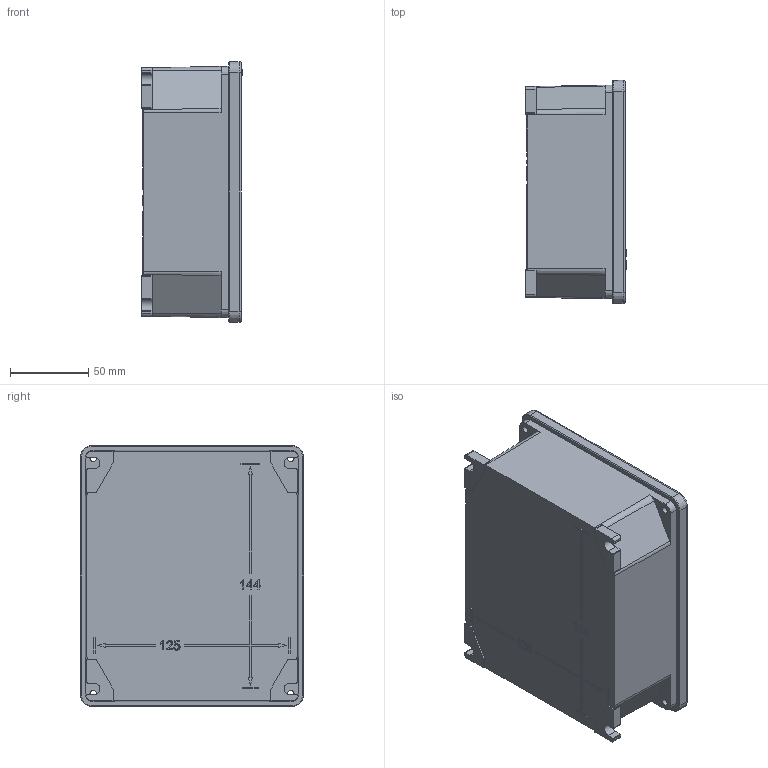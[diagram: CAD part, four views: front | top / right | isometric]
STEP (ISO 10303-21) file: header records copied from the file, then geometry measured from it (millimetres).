
FILE_DESCRIPTION( ( 'STEP AP214' ), '1' );
FILE_NAME( '65302.stp', '2018-12-14T19:54:05', ( '' ), ( '' ), ' ', 'PARTsolutions', ' ' );
FILE_SCHEMA( ( 'AUTOMOTIVE_DESIGN { 1 0 10303 214 1 1 1 1 }' ) );
Length unit declared in the file: millimetre
Products named in the file (3): 65302; _65302_1; _65302_2
Assembly tree (2 placements, depth 2):
  65302
    _65302_1
    _65302_2
Bounding box: 64 x 142.25 x 166.25 mm (x, y, z)
Volume: 196386.2 mm3; surface area: 167158.5 mm2
Topology: 2 solids, 2 shells, 433 faces, 1147 edges, 755 vertices
Faces by surface type: plane 266, cylinder 94, cone 64, torus 8, sphere 1
Full cylindrical faces by diameter (mm): 1.68 x2, 4.134 x4, 5.5 x5, 6.5 x4, 9.6 x4, 9.9 x2, 10 x1
Entity records: 16851 total; most frequent: CARTESIAN_POINT 2345, DIRECTION 2315, ORIENTED_EDGE 2238, EDGE_CURVE 1119, LINE 787, VECTOR 787, AXIS2_PLACEMENT_3D 764, VERTEX_POINT 754
